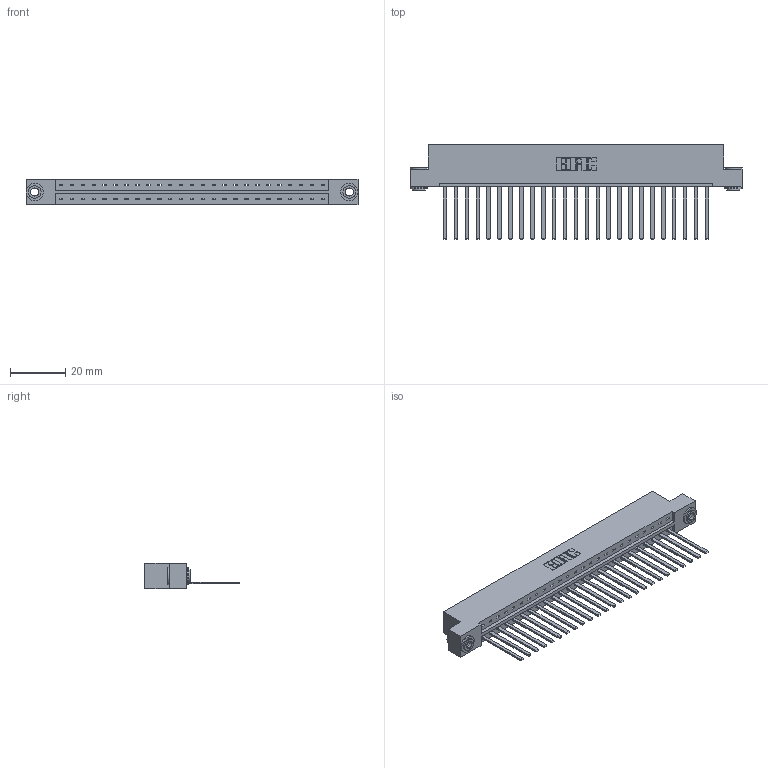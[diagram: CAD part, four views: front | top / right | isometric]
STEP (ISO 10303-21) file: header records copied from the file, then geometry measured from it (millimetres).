
FILE_DESCRIPTION (( 'STEP AP203' ), '1' );
FILE_NAME ('833-025-544-103.STEP', '2020-06-01T23:59:43', ( '' ), ( '' ), 'SwSTEP 2.0', 'SolidWorks 2020', '' );
FILE_SCHEMA (( 'CONFIG_CONTROL_DESIGN' ));
Length unit declared in the file: inch
Products named in the file (4): 833 Part_Flush - .156 Dia - TH; 345-292-001_345-293-144; 345-250-002_345-250-002-102; 833-025-544-103
Assembly tree (28 placements, depth 2):
  833-025-544-103
    833 Part_Flush - .156 Dia - TH
    345-292-001_345-293-144  x25
    345-250-002_345-250-002-102  x2
Bounding box: 120.6 x 34.3 x 9.4 mm (x, y, z)
Volume: 12298.4 mm3; surface area: 14364.4 mm2
Topology: 28 solids, 28 shells, 1452 faces, 4337 edges, 2854 vertices
Faces by surface type: plane 1030, cylinder 414, cone 8
Entity records: 17948 total; most frequent: CARTESIAN_POINT 3076, ORIENTED_EDGE 3030, DIRECTION 2659, EDGE_CURVE 1515, VECTOR 1367, LINE 1367, VERTEX_POINT 1006, AXIS2_PLACEMENT_3D 646
